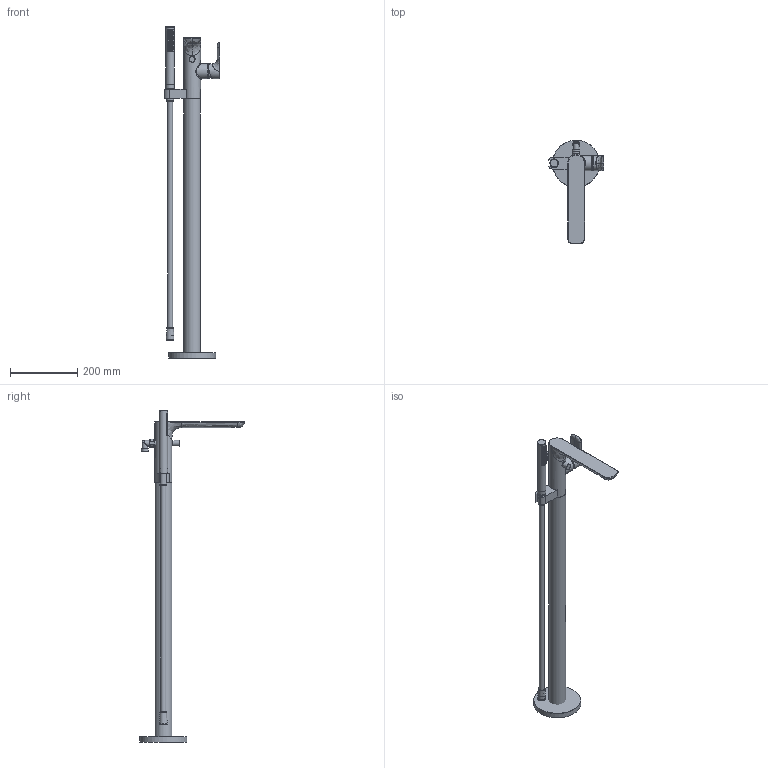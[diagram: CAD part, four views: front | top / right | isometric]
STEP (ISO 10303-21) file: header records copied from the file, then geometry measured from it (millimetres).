
FILE_DESCRIPTION(/* description */ (''),/* implementation_level */ '2;1');
FILE_NAME(/* name */ '3D_TVT000503000_Universal (1).step',/* time_stamp */ '2023-01-17T10:48:16+01:00',/* author */ (''),/* organization */ (''),/* preprocessor_version */ 'ST-DEVELOPER v19.2',/* originating_system */ 'Autodesk Translation Framework v11.17.0.187',/* authorisation */ '');
FILE_SCHEMA (('AUTOMOTIVE_DESIGN { 1 0 10303 214 3 1 1 }'));
Products named in the file (20): (Nicht gespeichert); 5C0005900CP0A0_ASM; 5C0005900CP0; 5L0P0506CP; 5D0M0181CP_ASM; 5D0M0181CP_01; 5D0M0181CP_02; 5N0C0567CP; 5T1C0290CP; 5F0M0204CP; 5G0M0166CP_ASM; 5G0M0166CP-1; 5G0M0166CP-2; 5G0M0166CP-5; 5G0M0166CP-4; 5G0M0166CP-7; 5G0M0166CP-3A; 5G0M0166CP-3B; 5G0M0166CP-6; 5G0M0166CP-2 (1)
Assembly tree (23 placements, depth 3):
  (Nicht gespeichert)
    5C0005900CP0A0_ASM
      5C0005900CP0
    5L0P0506CP
    5D0M0181CP_ASM
      5D0M0181CP_01
      5D0M0181CP_02
    5N0C0567CP
    5T1C0290CP
    5F0M0204CP
    5G0M0166CP_ASM
      5G0M0166CP-1
      5G0M0166CP-2
      5G0M0166CP-5  x2
      5G0M0166CP-4  x2
      5G0M0166CP-7  x2
      5G0M0166CP-3A
      5G0M0166CP-3B
      5G0M0166CP-6  x2
      5G0M0166CP-2 (1)
Bounding box: 163.59 x 309.97 x 985.6 mm (x, y, z)
Volume: 2510520.1 mm3; surface area: 366424.4 mm2
Topology: 71 solids, 71 shells, 748 faces, 1702 edges, 1114 vertices
Faces by surface type: cylinder 339, plane 223, torus 82, bspline 67, cone 35, sphere 2
Full cylindrical faces by diameter (mm): 1 x56, 2.6 x56, 3 x56, 4.2 x1, 5.1 x1, 10 x2, 11.15 x1, 12.2 x1, 12.8 x2, 13 x1, 13.5 x1, 14 x2, 15 x1, 15.05 x1, 15.3 x1, 16 x1, 16.4 x2, 16.5 x3, 17 x1, 17.4 x1, 17.8 x1, 17.95 x1, 18.1 x1, 18.2 x1, 18.95 x1, 19 x3, 20.5 x3, 20.8 x1, 21.6 x4, 23 x1
Entity records: 39815 total; most frequent: CARTESIAN_POINT 22323, DIRECTION 3456, ORIENTED_EDGE 3396, EDGE_CURVE 1698, AXIS2_PLACEMENT_3D 1453, VERTEX_POINT 1114, EDGE_LOOP 1016, FACE_OUTER_BOUND 748
